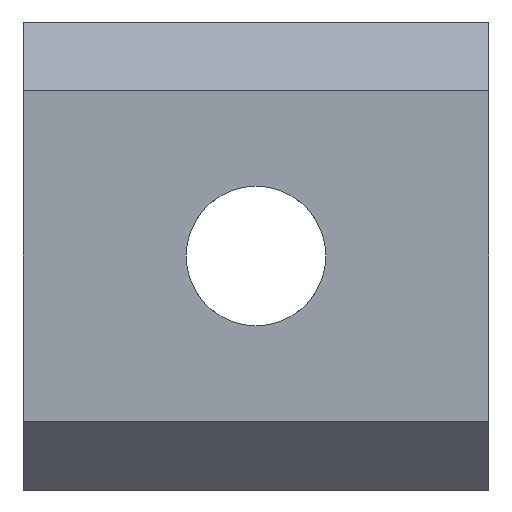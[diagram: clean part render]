
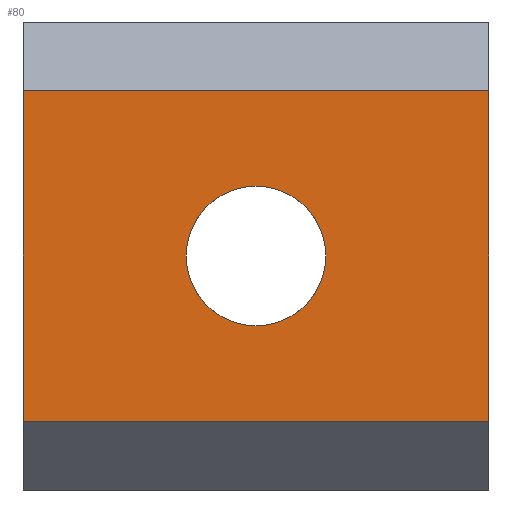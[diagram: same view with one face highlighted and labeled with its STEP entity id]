
A CAD part, front view. The second image highlights one B-rep face of the part: STEP entity #80.
In plain terms, the highlighted planar face has unit normal (0, -1, 0).
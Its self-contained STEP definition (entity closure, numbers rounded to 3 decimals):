
#80=ADVANCED_FACE('',(#154,#155),#156,.T.);
#154=FACE_OUTER_BOUND('',#220,.T.);
#155=FACE_BOUND('',#221,.T.);
#156=PLANE('',#222);
#220=EDGE_LOOP('',(#400,#401,#402,#403));
#221=EDGE_LOOP('',(#404,#405));
#222=AXIS2_PLACEMENT_3D('',#406,#407,#408);
#400=ORIENTED_EDGE('',*,*,#479,.T.);
#401=ORIENTED_EDGE('',*,*,#481,.T.);
#402=ORIENTED_EDGE('',*,*,#471,.T.);
#403=ORIENTED_EDGE('',*,*,#476,.T.);
#404=ORIENTED_EDGE('',*,*,#417,.T.);
#405=ORIENTED_EDGE('',*,*,#419,.T.);
#406=CARTESIAN_POINT('',(-10.0,-10.6,7.1));
#407=DIRECTION('',(0.0,-1.0,0.0));
#408=DIRECTION('',(0.0,0.0,-1.0));
#417=EDGE_CURVE('',#486,#496,#498,.T.);
#419=EDGE_CURVE('',#496,#486,#500,.T.);
#471=EDGE_CURVE('',#577,#578,#579,.T.);
#476=EDGE_CURVE('',#578,#583,#585,.T.);
#479=EDGE_CURVE('',#583,#587,#589,.T.);
#481=EDGE_CURVE('',#587,#577,#591,.T.);
#486=VERTEX_POINT('',#596);
#496=VERTEX_POINT('',#613);
#498=CIRCLE('',#616,3.0);
#500=CIRCLE('',#618,3.0);
#577=VERTEX_POINT('',#735);
#578=VERTEX_POINT('',#736);
#579=LINE('',#737,#738);
#583=VERTEX_POINT('',#744);
#585=LINE('',#747,#748);
#587=VERTEX_POINT('',#750);
#589=LINE('',#753,#754);
#591=LINE('',#756,#757);
#596=CARTESIAN_POINT('',(0.0,-10.6,3.0));
#613=CARTESIAN_POINT('',(0.,-10.6,-3.0));
#616=AXIS2_PLACEMENT_3D('',#768,#769,#770);
#618=AXIS2_PLACEMENT_3D('',#771,#772,#773);
#735=CARTESIAN_POINT('',(-10.0,-10.6,-7.1));
#736=CARTESIAN_POINT('',(10.0,-10.6,-7.1));
#737=CARTESIAN_POINT('',(-10.0,-10.6,-7.1));
#738=VECTOR('',#814,20.0);
#744=CARTESIAN_POINT('',(10.0,-10.6,7.1));
#747=CARTESIAN_POINT('',(10.0,-10.6,-7.1));
#748=VECTOR('',#818,14.2);
#750=CARTESIAN_POINT('',(-10.0,-10.6,7.1));
#753=CARTESIAN_POINT('',(10.0,-10.6,7.1));
#754=VECTOR('',#820,20.0);
#756=CARTESIAN_POINT('',(-10.0,-10.6,7.1));
#757=VECTOR('',#821,14.2);
#768=CARTESIAN_POINT('',(0.0,-10.6,0.0));
#769=DIRECTION('',(0.0,1.0,0.0));
#770=DIRECTION('',(0.0,0.0,1.0));
#771=CARTESIAN_POINT('',(0.0,-10.6,0.0));
#772=DIRECTION('',(0.0,1.0,0.0));
#773=DIRECTION('',(0.0,0.0,1.0));
#814=DIRECTION('',(1.0,0.0,0.0));
#818=DIRECTION('',(0.0,0.0,1.0));
#820=DIRECTION('',(-1.0,0.0,0.0));
#821=DIRECTION('',(0.0,0.0,-1.0));
